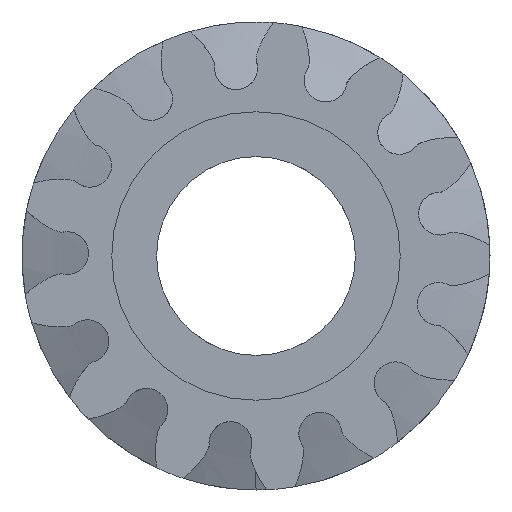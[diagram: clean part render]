
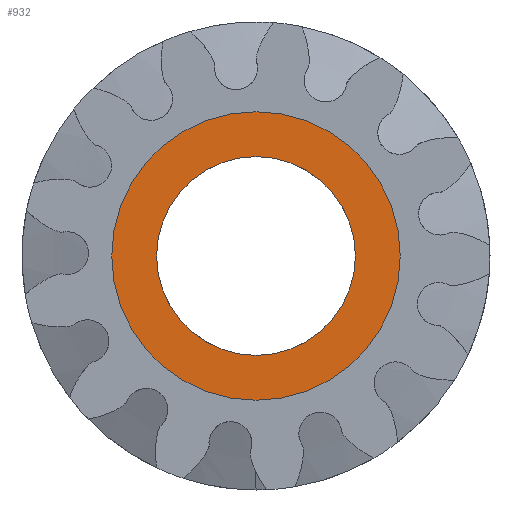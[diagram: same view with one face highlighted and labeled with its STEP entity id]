
A CAD part, left-side view. The second image highlights one B-rep face of the part: STEP entity #932.
In plain terms, the highlighted planar face has unit normal (-1, 0, 0).
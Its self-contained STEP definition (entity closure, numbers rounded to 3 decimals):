
#408 = CIRCLE ( 'NONE', #543, 9. ) ;
#543 = AXIS2_PLACEMENT_3D ( 'NONE', #2268, #6376, #4050 ) ;
#743 = VERTEX_POINT ( 'NONE', #2972 ) ;
#932 = ADVANCED_FACE ( 'NONE', ( #5618, #1412 ), #4906, .F. ) ;
#1412 = FACE_OUTER_BOUND ( 'NONE', #4910, .T. ) ;
#1944 = CARTESIAN_POINT ( 'NONE',  ( 9.4, 0., 0. ) ) ;
#2268 = CARTESIAN_POINT ( 'NONE',  ( 9.4, 0., 0. ) ) ;
#2328 = CIRCLE ( 'NONE', #4099, 6.2 ) ;
#2568 = AXIS2_PLACEMENT_3D ( 'NONE', #3109, #6699, #4229 ) ;
#2972 = CARTESIAN_POINT ( 'NONE',  ( 9.4, 0., -6.2 ) ) ;
#3109 = CARTESIAN_POINT ( 'NONE',  ( 9.4, 0., 0. ) ) ;
#3316 = CARTESIAN_POINT ( 'NONE',  ( 9.4, 0., 9. ) ) ;
#3726 = DIRECTION ( 'NONE',  ( -1., 0., 0. ) ) ;
#3783 = AXIS2_PLACEMENT_3D ( 'NONE', #7308, #5471, #4872 ) ;
#4050 = DIRECTION ( 'NONE',  ( 0., 0., -1. ) ) ;
#4099 = AXIS2_PLACEMENT_3D ( 'NONE', #1944, #3726, #4252 ) ;
#4114 = EDGE_CURVE ( 'NONE', #7151, #5926, #5220, .T. ) ;
#4229 = DIRECTION ( 'NONE',  ( 0., 0., -1. ) ) ;
#4252 = DIRECTION ( 'NONE',  ( 0., 0., 1. ) ) ;
#4530 = AXIS2_PLACEMENT_3D ( 'NONE', #4850, #7247, #6660 ) ;
#4566 = EDGE_CURVE ( 'NONE', #5926, #7151, #408, .T. ) ;
#4842 = CARTESIAN_POINT ( 'NONE',  ( 9.4, 0., -9. ) ) ;
#4850 = CARTESIAN_POINT ( 'NONE',  ( 9.4, 0., 0. ) ) ;
#4872 = DIRECTION ( 'NONE',  ( 0., 0., -1. ) ) ;
#4887 = CARTESIAN_POINT ( 'NONE',  ( 9.4, 0., 6.2 ) ) ;
#4906 = PLANE ( 'NONE',  #3783 ) ;
#4910 = EDGE_LOOP ( 'NONE', ( #7377, #7621 ) ) ;
#5200 = ORIENTED_EDGE ( 'NONE', *, *, #5556, .F. ) ;
#5220 = CIRCLE ( 'NONE', #2568, 9. ) ;
#5471 = DIRECTION ( 'NONE',  ( 1., 0., 0. ) ) ;
#5475 = VERTEX_POINT ( 'NONE', #4887 ) ;
#5556 = EDGE_CURVE ( 'NONE', #743, #5475, #7679, .T. ) ;
#5618 = FACE_BOUND ( 'NONE', #6018, .T. ) ;
#5852 = ORIENTED_EDGE ( 'NONE', *, *, #5911, .F. ) ;
#5911 = EDGE_CURVE ( 'NONE', #5475, #743, #2328, .T. ) ;
#5926 = VERTEX_POINT ( 'NONE', #4842 ) ;
#6018 = EDGE_LOOP ( 'NONE', ( #5852, #5200 ) ) ;
#6376 = DIRECTION ( 'NONE',  ( -1., 0., 0. ) ) ;
#6660 = DIRECTION ( 'NONE',  ( 0., 0., 1. ) ) ;
#6699 = DIRECTION ( 'NONE',  ( -1., 0., 0. ) ) ;
#7151 = VERTEX_POINT ( 'NONE', #3316 ) ;
#7247 = DIRECTION ( 'NONE',  ( -1., 0., 0. ) ) ;
#7308 = CARTESIAN_POINT ( 'NONE',  ( 9.4, 0., -9.6 ) ) ;
#7377 = ORIENTED_EDGE ( 'NONE', *, *, #4566, .T. ) ;
#7621 = ORIENTED_EDGE ( 'NONE', *, *, #4114, .T. ) ;
#7679 = CIRCLE ( 'NONE', #4530, 6.2 ) ;
